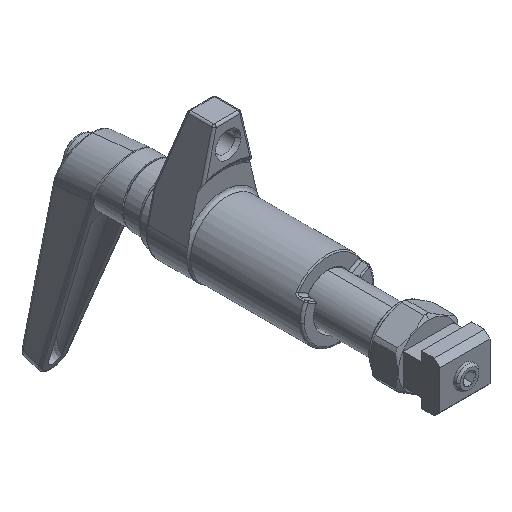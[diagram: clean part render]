
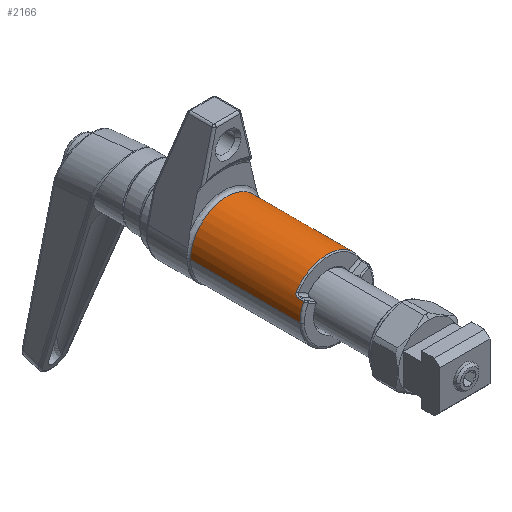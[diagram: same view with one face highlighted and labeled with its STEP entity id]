
A CAD part, isometric view. The second image highlights one B-rep face of the part: STEP entity #2166.
In plain terms, the highlighted cylindrical face has radius 16 mm (diameter 32 mm), a partial arc.
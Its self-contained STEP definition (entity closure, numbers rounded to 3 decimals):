
#35 = B_SPLINE_CURVE_WITH_KNOTS ( 'NONE', 3,
 ( #490, #4147, #7846, #3231, #10865, #6942, #5789, #9493, #6030, #4554, #2606, #4614 ),
 .UNSPECIFIED., .F., .F.,
 ( 4, 2, 2, 2, 2, 4 ),
 ( 0., 0.001, 0.001, 0.002, 0.002, 0.002 ),
 .UNSPECIFIED. ) ;
#145 = CARTESIAN_POINT ( 'NONE',  ( 0., -37.5, 0. ) ) ;
#165 = LINE ( 'NONE', #2912, #4091 ) ;
#415 = CARTESIAN_POINT ( 'NONE',  ( 14.293, -34.606, 7.191 ) ) ;
#490 = CARTESIAN_POINT ( 'NONE',  ( -14.316, -35., 7.146 ) ) ;
#1035 = CIRCLE ( 'NONE', #7795, 16. ) ;
#1105 = CARTESIAN_POINT ( 'NONE',  ( 0., -37.5, 0. ) ) ;
#1148 = CARTESIAN_POINT ( 'NONE',  ( 14.316, -8.5, 7.146 ) ) ;
#1181 = VERTEX_POINT ( 'NONE', #5004 ) ;
#1262 = CYLINDRICAL_SURFACE ( 'NONE', #7606, 16. ) ;
#1377 = CARTESIAN_POINT ( 'NONE',  ( 0., 10.5, 0. ) ) ;
#1379 = CARTESIAN_POINT ( 'NONE',  ( 14.243, -34.326, 7.289 ) ) ;
#1561 = CARTESIAN_POINT ( 'NONE',  ( 16., -37.5, 0. ) ) ;
#1848 = EDGE_CURVE ( 'NONE', #4753, #1181, #4294, .T. ) ;
#1981 = CARTESIAN_POINT ( 'NONE',  ( 0., -33.5, 0. ) ) ;
#2090 = VERTEX_POINT ( 'NONE', #1561 ) ;
#2107 = DIRECTION ( 'NONE',  ( 0., 1., 0. ) ) ;
#2166 = ADVANCED_FACE ( 'NONE', ( #8811 ), #1262, .T. ) ;
#2195 = EDGE_CURVE ( 'NONE', #9609, #4753, #35, .T. ) ;
#2324 = EDGE_CURVE ( 'NONE', #11609, #11008, #1035, .T. ) ;
#2589 = CIRCLE ( 'NONE', #4337, 16. ) ;
#2606 = CARTESIAN_POINT ( 'NONE',  ( -13.665, -33.5, 8.326 ) ) ;
#2636 = VERTEX_POINT ( 'NONE', #3129 ) ;
#2685 = CARTESIAN_POINT ( 'NONE',  ( 16., 10.5, 0. ) ) ;
#2901 = CARTESIAN_POINT ( 'NONE',  ( 16., -8.5, 0. ) ) ;
#2912 = CARTESIAN_POINT ( 'NONE',  ( -16., -8.5, 0. ) ) ;
#2961 = LINE ( 'NONE', #2901, #10656 ) ;
#2994 = EDGE_CURVE ( 'NONE', #7217, #6955, #2589, .T. ) ;
#3011 = CARTESIAN_POINT ( 'NONE',  ( -13.558, -33.5, 8.496 ) ) ;
#3051 = DIRECTION ( 'NONE',  ( 0., 1., 0. ) ) ;
#3065 = CARTESIAN_POINT ( 'NONE',  ( -14.316, -37.5, 7.146 ) ) ;
#3129 = CARTESIAN_POINT ( 'NONE',  ( 14.316, -35., 7.146 ) ) ;
#3164 = CARTESIAN_POINT ( 'NONE',  ( 13.558, -33.5, 8.496 ) ) ;
#3231 = CARTESIAN_POINT ( 'NONE',  ( -14.225, -34.235, 7.325 ) ) ;
#3354 = CARTESIAN_POINT ( 'NONE',  ( -14.316, -8.5, 7.146 ) ) ;
#3859 = EDGE_CURVE ( 'NONE', #2090, #6955, #2961, .T. ) ;
#3945 = CARTESIAN_POINT ( 'NONE',  ( 14.168, -34.077, 7.434 ) ) ;
#3953 = EDGE_LOOP ( 'NONE', ( #6666, #9598, #10506, #10725, #11109, #5653, #5300, #7335, #11856, #10805 ) ) ;
#4091 = VECTOR ( 'NONE', #6611, 1000. ) ;
#4147 = CARTESIAN_POINT ( 'NONE',  ( -14.316, -34.799, 7.146 ) ) ;
#4294 = CIRCLE ( 'NONE', #5081, 16. ) ;
#4320 = EDGE_CURVE ( 'NONE', #11008, #9609, #5733, .T. ) ;
#4337 = AXIS2_PLACEMENT_3D ( 'NONE', #1377, #6729, #8616 ) ;
#4554 = CARTESIAN_POINT ( 'NONE',  ( -13.766, -33.538, 8.156 ) ) ;
#4614 = CARTESIAN_POINT ( 'NONE',  ( -13.558, -33.5, 8.496 ) ) ;
#4753 = VERTEX_POINT ( 'NONE', #3011 ) ;
#4793 = DIRECTION ( 'NONE',  ( 1., 0., 0. ) ) ;
#4871 = CARTESIAN_POINT ( 'NONE',  ( 13.952, -33.684, 7.834 ) ) ;
#4896 = DIRECTION ( 'NONE',  ( -1., 0., 0. ) ) ;
#5004 = CARTESIAN_POINT ( 'NONE',  ( 13.558, -33.5, 8.496 ) ) ;
#5081 = AXIS2_PLACEMENT_3D ( 'NONE', #1981, #2107, #4896 ) ;
#5235 = VECTOR ( 'NONE', #6041, 1000. ) ;
#5300 = ORIENTED_EDGE ( 'NONE', *, *, #7460, .T. ) ;
#5463 = EDGE_CURVE ( 'NONE', #1181, #2636, #9230, .T. ) ;
#5653 = ORIENTED_EDGE ( 'NONE', *, *, #5463, .T. ) ;
#5733 = LINE ( 'NONE', #3354, #5235 ) ;
#5780 = CARTESIAN_POINT ( 'NONE',  ( 14.311, -34.8, 7.155 ) ) ;
#5789 = CARTESIAN_POINT ( 'NONE',  ( -14.031, -33.799, 7.69 ) ) ;
#5882 = DIRECTION ( 'NONE',  ( 1., 0., 0. ) ) ;
#6030 = CARTESIAN_POINT ( 'NONE',  ( -13.906, -33.648, 7.914 ) ) ;
#6041 = DIRECTION ( 'NONE',  ( 0., 1., 0. ) ) ;
#6169 = VERTEX_POINT ( 'NONE', #10876 ) ;
#6425 = CARTESIAN_POINT ( 'NONE',  ( -16., 10.5, 0. ) ) ;
#6611 = DIRECTION ( 'NONE',  ( 0., 1., 0. ) ) ;
#6661 = DIRECTION ( 'NONE',  ( 0., 1., 0. ) ) ;
#6666 = ORIENTED_EDGE ( 'NONE', *, *, #9740, .F. ) ;
#6729 = DIRECTION ( 'NONE',  ( 0., 1., 0. ) ) ;
#6731 = CARTESIAN_POINT ( 'NONE',  ( 14.316, -35., 7.146 ) ) ;
#6808 = CARTESIAN_POINT ( 'NONE',  ( 13.665, -33.5, 8.325 ) ) ;
#6942 = CARTESIAN_POINT ( 'NONE',  ( -14.069, -33.862, 7.62 ) ) ;
#6955 = VERTEX_POINT ( 'NONE', #2685 ) ;
#7217 = VERTEX_POINT ( 'NONE', #6425 ) ;
#7335 = ORIENTED_EDGE ( 'NONE', *, *, #10810, .T. ) ;
#7426 = DIRECTION ( 'NONE',  ( 0., -1., 0. ) ) ;
#7460 = EDGE_CURVE ( 'NONE', #2636, #6169, #9256, .T. ) ;
#7606 = AXIS2_PLACEMENT_3D ( 'NONE', #8752, #3051, #8626 ) ;
#7694 = DIRECTION ( 'NONE',  ( 0., 1., 0. ) ) ;
#7716 = CARTESIAN_POINT ( 'NONE',  ( 14.316, -34.899, 7.146 ) ) ;
#7776 = CARTESIAN_POINT ( 'NONE',  ( 13.768, -33.538, 8.154 ) ) ;
#7793 = AXIS2_PLACEMENT_3D ( 'NONE', #145, #8532, #4793 ) ;
#7795 = AXIS2_PLACEMENT_3D ( 'NONE', #1105, #7694, #5882 ) ;
#7846 = CARTESIAN_POINT ( 'NONE',  ( -14.297, -34.599, 7.184 ) ) ;
#8532 = DIRECTION ( 'NONE',  ( 0., 1., 0. ) ) ;
#8556 = CARTESIAN_POINT ( 'NONE',  ( 14.137, -34., 7.493 ) ) ;
#8616 = DIRECTION ( 'NONE',  ( 1., 0., 0. ) ) ;
#8626 = DIRECTION ( 'NONE',  ( 1., 0., 0. ) ) ;
#8652 = VECTOR ( 'NONE', #7426, 1000. ) ;
#8678 = CARTESIAN_POINT ( 'NONE',  ( 14.279, -34.51, 7.218 ) ) ;
#8752 = CARTESIAN_POINT ( 'NONE',  ( 0., -8.5, 0. ) ) ;
#8811 = FACE_OUTER_BOUND ( 'NONE', #3953, .T. ) ;
#9080 = CARTESIAN_POINT ( 'NONE',  ( -16., -37.5, 0. ) ) ;
#9230 = B_SPLINE_CURVE_WITH_KNOTS ( 'NONE', 3,
 ( #3164, #6808, #7776, #4871, #10386, #8556, #3945, #11494, #1379, #8678, #415, #5780, #7716, #6731 ),
 .UNSPECIFIED., .F., .F.,
 ( 4, 2, 2, 2, 2, 2, 4 ),
 ( 0., 0.001, 0.001, 0.002, 0.002, 0.002, 0.002 ),
 .UNSPECIFIED. ) ;
#9256 = LINE ( 'NONE', #1148, #8652 ) ;
#9493 = CARTESIAN_POINT ( 'NONE',  ( -13.949, -33.693, 7.837 ) ) ;
#9598 = ORIENTED_EDGE ( 'NONE', *, *, #2324, .T. ) ;
#9609 = VERTEX_POINT ( 'NONE', #11070 ) ;
#9740 = EDGE_CURVE ( 'NONE', #11609, #7217, #165, .T. ) ;
#10386 = CARTESIAN_POINT ( 'NONE',  ( 14.036, -33.794, 7.683 ) ) ;
#10506 = ORIENTED_EDGE ( 'NONE', *, *, #4320, .T. ) ;
#10656 = VECTOR ( 'NONE', #6661, 1000. ) ;
#10725 = ORIENTED_EDGE ( 'NONE', *, *, #2195, .T. ) ;
#10805 = ORIENTED_EDGE ( 'NONE', *, *, #2994, .F. ) ;
#10810 = EDGE_CURVE ( 'NONE', #6169, #2090, #11685, .T. ) ;
#10865 = CARTESIAN_POINT ( 'NONE',  ( -14.171, -34.068, 7.43 ) ) ;
#10876 = CARTESIAN_POINT ( 'NONE',  ( 14.316, -37.5, 7.146 ) ) ;
#11008 = VERTEX_POINT ( 'NONE', #3065 ) ;
#11070 = CARTESIAN_POINT ( 'NONE',  ( -14.316, -35., 7.146 ) ) ;
#11109 = ORIENTED_EDGE ( 'NONE', *, *, #1848, .T. ) ;
#11494 = CARTESIAN_POINT ( 'NONE',  ( 14.221, -34.24, 7.333 ) ) ;
#11609 = VERTEX_POINT ( 'NONE', #9080 ) ;
#11685 = CIRCLE ( 'NONE', #7793, 16. ) ;
#11856 = ORIENTED_EDGE ( 'NONE', *, *, #3859, .T. ) ;
